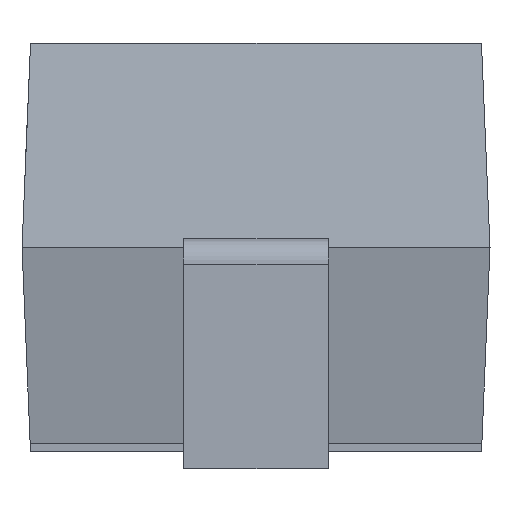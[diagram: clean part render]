
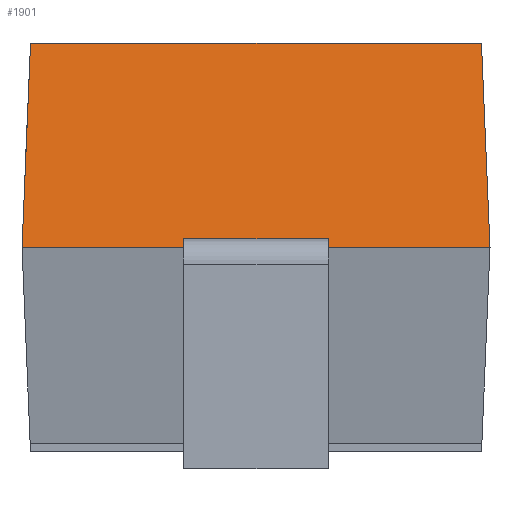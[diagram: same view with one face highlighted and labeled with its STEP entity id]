
A CAD part, left-side view. The second image highlights one B-rep face of the part: STEP entity #1901.
In plain terms, the highlighted planar face has unit normal (-0.983, 0, 0.184).
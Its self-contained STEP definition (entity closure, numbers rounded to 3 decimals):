
#276 = DIRECTION ( 'NONE',  ( 0., -1., 0. ) ) ;
#444 = VERTEX_POINT ( 'NONE', #4434 ) ;
#465 = ORIENTED_EDGE ( 'NONE', *, *, #3721, .F. ) ;
#951 = DIRECTION ( 'NONE',  ( -0.184, 0., -0.983 ) ) ;
#970 = CARTESIAN_POINT ( 'NONE',  ( -4.8, -2.65, 2.4 ) ) ;
#1186 = DIRECTION ( 'NONE',  ( 0.184, 0.041, 0.982 ) ) ;
#1242 = LINE ( 'NONE', #5125, #10117 ) ;
#1320 = VERTEX_POINT ( 'NONE', #12496 ) ;
#1444 = LINE ( 'NONE', #7266, #8317 ) ;
#1901 = ADVANCED_FACE ( 'NONE', ( #7668 ), #5795, .F. ) ;
#2002 = EDGE_CURVE ( 'NONE', #12512, #7900, #1444, .T. ) ;
#2136 = LINE ( 'NONE', #9905, #8289 ) ;
#2241 = EDGE_LOOP ( 'NONE', ( #3518, #10817, #465, #11451, #6266, #6799, #6571, #10815 ) ) ;
#2282 = VERTEX_POINT ( 'NONE', #3287 ) ;
#3287 = CARTESIAN_POINT ( 'NONE',  ( -5.25, 0.85, 0. ) ) ;
#3406 = VERTEX_POINT ( 'NONE', #970 ) ;
#3518 = ORIENTED_EDGE ( 'NONE', *, *, #4734, .T. ) ;
#3693 = CARTESIAN_POINT ( 'NONE',  ( -4.8, 2.75, 2.4 ) ) ;
#3721 = EDGE_CURVE ( 'NONE', #7900, #6464, #8571, .T. ) ;
#3781 = VECTOR ( 'NONE', #5762, 1000. ) ;
#3822 = VECTOR ( 'NONE', #12261, 1000. ) ;
#4434 = CARTESIAN_POINT ( 'NONE',  ( -4.8, 2.65, 2.4 ) ) ;
#4559 = CARTESIAN_POINT ( 'NONE',  ( -4.801, 2.65, 2.396 ) ) ;
#4734 = EDGE_CURVE ( 'NONE', #12597, #2282, #1242, .T. ) ;
#4907 = DIRECTION ( 'NONE',  ( 0.184, 0., 0.983 ) ) ;
#5125 = CARTESIAN_POINT ( 'NONE',  ( -5.25, 2.75, 0. ) ) ;
#5461 = DIRECTION ( 'NONE',  ( -0.184, 0.041, -0.982 ) ) ;
#5505 = LINE ( 'NONE', #10269, #3822 ) ;
#5521 = LINE ( 'NONE', #4559, #11247 ) ;
#5762 = DIRECTION ( 'NONE',  ( 0., 1., 0. ) ) ;
#5795 = PLANE ( 'NONE',  #8120 ) ;
#5882 = CARTESIAN_POINT ( 'NONE',  ( -5.25, 2.75, 0. ) ) ;
#6266 = ORIENTED_EDGE ( 'NONE', *, *, #10968, .T. ) ;
#6464 = VERTEX_POINT ( 'NONE', #10013 ) ;
#6571 = ORIENTED_EDGE ( 'NONE', *, *, #10337, .F. ) ;
#6599 = CARTESIAN_POINT ( 'NONE',  ( -5.231, 2.75, 0.1 ) ) ;
#6799 = ORIENTED_EDGE ( 'NONE', *, *, #8848, .T. ) ;
#6801 = CARTESIAN_POINT ( 'NONE',  ( -5.25, 2.75, 0. ) ) ;
#7194 = CARTESIAN_POINT ( 'NONE',  ( -5.231, -0.85, 0.1 ) ) ;
#7266 = CARTESIAN_POINT ( 'NONE',  ( -4.8, -0.85, 2.4 ) ) ;
#7606 = CARTESIAN_POINT ( 'NONE',  ( -4.8, 0.85, 2.4 ) ) ;
#7668 = FACE_OUTER_BOUND ( 'NONE', #2241, .T. ) ;
#7727 = LINE ( 'NONE', #6801, #10846 ) ;
#7900 = VERTEX_POINT ( 'NONE', #7194 ) ;
#8120 = AXIS2_PLACEMENT_3D ( 'NONE', #3693, #10379, #951 ) ;
#8289 = VECTOR ( 'NONE', #1186, 1000. ) ;
#8317 = VECTOR ( 'NONE', #12033, 1000. ) ;
#8323 = VECTOR ( 'NONE', #4907, 1000. ) ;
#8571 = LINE ( 'NONE', #6599, #3781 ) ;
#8848 = EDGE_CURVE ( 'NONE', #1320, #3406, #2136, .T. ) ;
#9905 = CARTESIAN_POINT ( 'NONE',  ( -4.759, -2.641, 2.617 ) ) ;
#9998 = EDGE_CURVE ( 'NONE', #2282, #6464, #10625, .T. ) ;
#10013 = CARTESIAN_POINT ( 'NONE',  ( -5.231, 0.85, 0.1 ) ) ;
#10117 = VECTOR ( 'NONE', #276, 1000. ) ;
#10269 = CARTESIAN_POINT ( 'NONE',  ( -4.8, 2.75, 2.4 ) ) ;
#10334 = CARTESIAN_POINT ( 'NONE',  ( -5.25, -0.85, 0. ) ) ;
#10337 = EDGE_CURVE ( 'NONE', #444, #3406, #5505, .T. ) ;
#10379 = DIRECTION ( 'NONE',  ( 0.983, 0., -0.184 ) ) ;
#10625 = LINE ( 'NONE', #7606, #8323 ) ;
#10751 = DIRECTION ( 'NONE',  ( 0., -1., 0. ) ) ;
#10815 = ORIENTED_EDGE ( 'NONE', *, *, #11222, .T. ) ;
#10817 = ORIENTED_EDGE ( 'NONE', *, *, #9998, .T. ) ;
#10846 = VECTOR ( 'NONE', #10751, 1000. ) ;
#10968 = EDGE_CURVE ( 'NONE', #12512, #1320, #7727, .T. ) ;
#11222 = EDGE_CURVE ( 'NONE', #444, #12597, #5521, .T. ) ;
#11247 = VECTOR ( 'NONE', #5461, 1000. ) ;
#11451 = ORIENTED_EDGE ( 'NONE', *, *, #2002, .F. ) ;
#12033 = DIRECTION ( 'NONE',  ( 0.184, 0., 0.983 ) ) ;
#12261 = DIRECTION ( 'NONE',  ( 0., -1., 0. ) ) ;
#12496 = CARTESIAN_POINT ( 'NONE',  ( -5.25, -2.75, 0. ) ) ;
#12512 = VERTEX_POINT ( 'NONE', #10334 ) ;
#12597 = VERTEX_POINT ( 'NONE', #5882 ) ;
